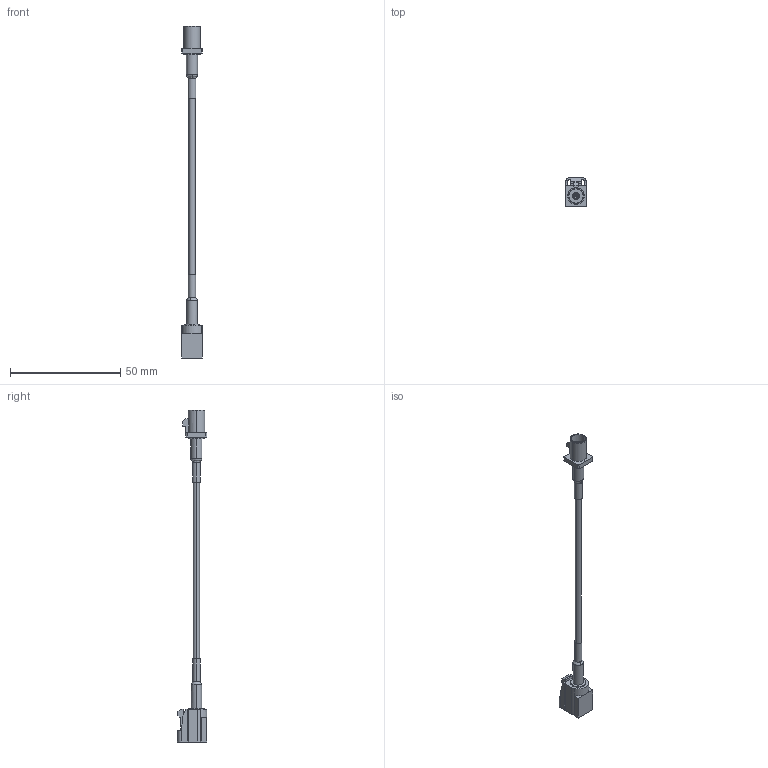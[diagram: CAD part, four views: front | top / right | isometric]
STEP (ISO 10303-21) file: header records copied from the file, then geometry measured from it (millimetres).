
FILE_DESCRIPTION (( 'STEP AP203' ), '1' );
FILE_NAME ('PE3C2779-HS.step', '2020-09-09T16:34:09', ( '' ), ( '' ), 'SwSTEP 2.0', 'SolidWorks 2018', '' );
FILE_SCHEMA (( 'CONFIG_CONTROL_DESIGN' ));
Length unit declared in the file: inch
Products named in the file (4): PE45404Z^PE3C2779-HS_Z-Crimped; PE3C2779-HS; LMR-100A-PVC^PE3C2779-HS_LMR-100A; PE44646Z ^PE3C2779-HS_Heat Shrink
Assembly tree (3 placements, depth 2):
  PE3C2779-HS
    LMR-100A-PVC^PE3C2779-HS_LMR-100A
    PE44646Z ^PE3C2779-HS_Heat Shrink
    PE45404Z^PE3C2779-HS_Z-Crimped
Bounding box: 9.5 x 13.53 x 150.38 mm (x, y, z)
Volume: 2814.4 mm3; surface area: 3830.8 mm2
Topology: 4 solids, 5 shells, 211 faces, 538 edges, 349 vertices
Faces by surface type: plane 110, cylinder 70, cone 19, bspline 6, torus 6
Entity records: 7096 total; most frequent: CARTESIAN_POINT 1478, DIRECTION 1116, ORIENTED_EDGE 1072, EDGE_CURVE 536, AXIS2_PLACEMENT_3D 403, VERTEX_POINT 349, LINE 310, VECTOR 310
